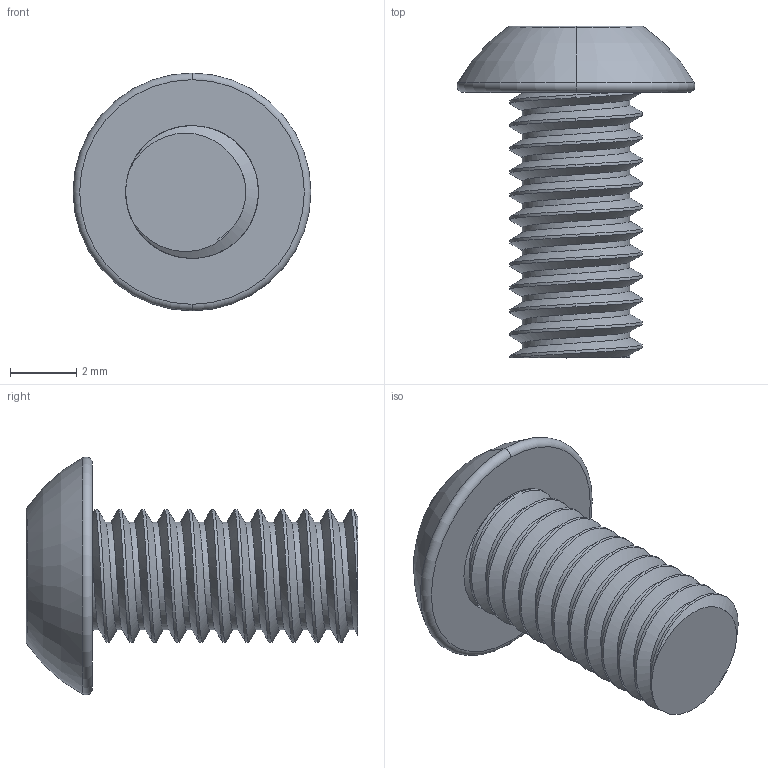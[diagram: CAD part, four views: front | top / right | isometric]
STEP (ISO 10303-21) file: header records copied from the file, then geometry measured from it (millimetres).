
FILE_DESCRIPTION (( 'STEP AP214' ), '1' );
FILE_NAME ('11-4108.step', '2020-04-06T07:11:36', ( '' ), ( '' ), 'SwSTEP 2.0', 'SolidWorks 2020', '' );
FILE_SCHEMA (( 'AUTOMOTIVE_DESIGN' ));
Length unit declared in the file: millimetre
Products named in the file (1): 11-4108
Bounding box: 7.17 x 10 x 7.17 mm (x, y, z)
Volume: 127.7 mm3; surface area: 269.8 mm2
Topology: 1 solids, 1 shells, 51 faces, 128 edges, 81 vertices
Faces by surface type: cylinder 30, plane 11, torus 6, bspline 4
Entity records: 5138 total; most frequent: CARTESIAN_POINT 4051, ORIENTED_EDGE 256, DIRECTION 177, EDGE_CURVE 128, VERTEX_POINT 81, AXIS2_PLACEMENT_3D 65, EDGE_LOOP 53, ADVANCED_FACE 51
